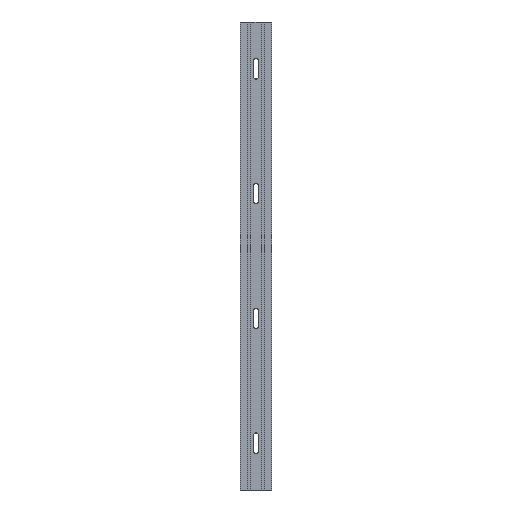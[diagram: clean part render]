
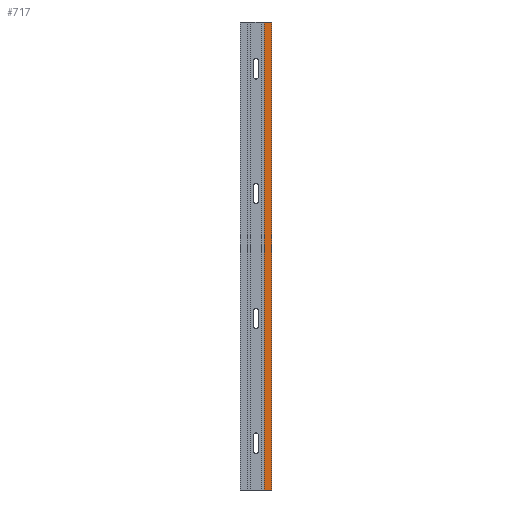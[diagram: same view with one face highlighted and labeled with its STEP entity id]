
A CAD part, front view. The second image highlights one B-rep face of the part: STEP entity #717.
In plain terms, the highlighted planar face has unit normal (0, -1, 0).
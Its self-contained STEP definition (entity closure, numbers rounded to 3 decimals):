
#158 = FACE_OUTER_BOUND ( 'NONE', #1443, .T. ) ;
#170 = DIRECTION ( 'NONE',  ( 0., -1., 0. ) ) ;
#186 = VERTEX_POINT ( 'NONE', #213 ) ;
#213 = CARTESIAN_POINT ( 'NONE',  ( 25., -6.353, 0. ) ) ;
#264 = ORIENTED_EDGE ( 'NONE', *, *, #872, .T. ) ;
#357 = CARTESIAN_POINT ( 'NONE',  ( 13.5, -6.353, 0. ) ) ;
#438 = LINE ( 'NONE', #785, #456 ) ;
#456 = VECTOR ( 'NONE', #1353, 1000. ) ;
#531 = CARTESIAN_POINT ( 'NONE',  ( 13.5, -6.353, -750. ) ) ;
#562 = VECTOR ( 'NONE', #1850, 1000. ) ;
#622 = CARTESIAN_POINT ( 'NONE',  ( 25., -6.353, -750. ) ) ;
#717 = ADVANCED_FACE ( 'NONE', ( #158 ), #2283, .T. ) ;
#721 = AXIS2_PLACEMENT_3D ( 'NONE', #2071, #170, #891 ) ;
#785 = CARTESIAN_POINT ( 'NONE',  ( 25., -6.353, -750. ) ) ;
#797 = LINE ( 'NONE', #1697, #562 ) ;
#872 = EDGE_CURVE ( 'NONE', #1036, #1300, #1480, .T. ) ;
#891 = DIRECTION ( 'NONE',  ( 1., 0., 0. ) ) ;
#940 = DIRECTION ( 'NONE',  ( 1., 0., 0. ) ) ;
#960 = DIRECTION ( 'NONE',  ( 1., 0., 0. ) ) ;
#1036 = VERTEX_POINT ( 'NONE', #531 ) ;
#1162 = VECTOR ( 'NONE', #940, 1000. ) ;
#1256 = ORIENTED_EDGE ( 'NONE', *, *, #1381, .F. ) ;
#1299 = EDGE_CURVE ( 'NONE', #1300, #186, #438, .T. ) ;
#1300 = VERTEX_POINT ( 'NONE', #622 ) ;
#1353 = DIRECTION ( 'NONE',  ( 0., 0., 1. ) ) ;
#1381 = EDGE_CURVE ( 'NONE', #1383, #186, #1685, .T. ) ;
#1383 = VERTEX_POINT ( 'NONE', #357 ) ;
#1443 = EDGE_LOOP ( 'NONE', ( #1256, #1684, #264, #2255 ) ) ;
#1480 = LINE ( 'NONE', #1820, #1162 ) ;
#1684 = ORIENTED_EDGE ( 'NONE', *, *, #2152, .F. ) ;
#1685 = LINE ( 'NONE', #1839, #1829 ) ;
#1697 = CARTESIAN_POINT ( 'NONE',  ( 13.5, -6.353, -750. ) ) ;
#1820 = CARTESIAN_POINT ( 'NONE',  ( 25., -6.353, -750. ) ) ;
#1829 = VECTOR ( 'NONE', #960, 1000. ) ;
#1839 = CARTESIAN_POINT ( 'NONE',  ( 25., -6.353, 0. ) ) ;
#1850 = DIRECTION ( 'NONE',  ( 0., 0., 1. ) ) ;
#2071 = CARTESIAN_POINT ( 'NONE',  ( 25., -6.353, -750. ) ) ;
#2152 = EDGE_CURVE ( 'NONE', #1036, #1383, #797, .T. ) ;
#2255 = ORIENTED_EDGE ( 'NONE', *, *, #1299, .T. ) ;
#2283 = PLANE ( 'NONE',  #721 ) ;
